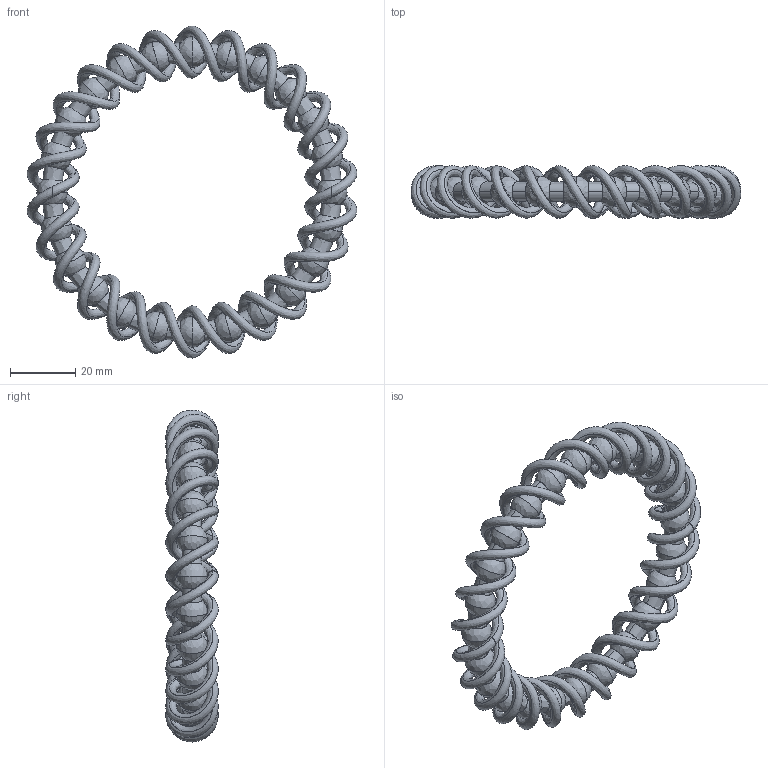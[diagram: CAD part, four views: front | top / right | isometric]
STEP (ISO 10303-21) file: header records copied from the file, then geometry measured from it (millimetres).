
FILE_DESCRIPTION(('FreeCAD Model'),'2;1');
FILE_NAME('Open CASCADE Shape Model','2025-05-04T14:13:47',('FreeCAD'),( 'FreeCAD'),'Open CASCADE STEP processor 7.6','FreeCAD','Unknown');
FILE_SCHEMA(('AUTOMOTIVE_DESIGN { 1 0 10303 214 1 1 1 1 }'));
Products named in the file (1): Open CASCADE STEP translator 7.6 1
Bounding box: 101.03 x 16.05 x 101.69 mm (x, y, z)
Surface area: 18318.1 mm2 (no closed solid volume)
Topology: 0 solids, 105 shells, 105 faces, 2815 edges, 2716 vertices
Faces by surface type: bspline 105
Entity records: 40426 total; most frequent: CARTESIAN_POINT 28905, ORIENTED_EDGE 2762, EDGE_CURVE 2762, VERTEX_POINT 2761, B_SPLINE_CURVE_WITH_KNOTS 2604, FACE_BOUND 151, EDGE_LOOP 150, SHELL_BASED_SURFACE_MODEL 105
